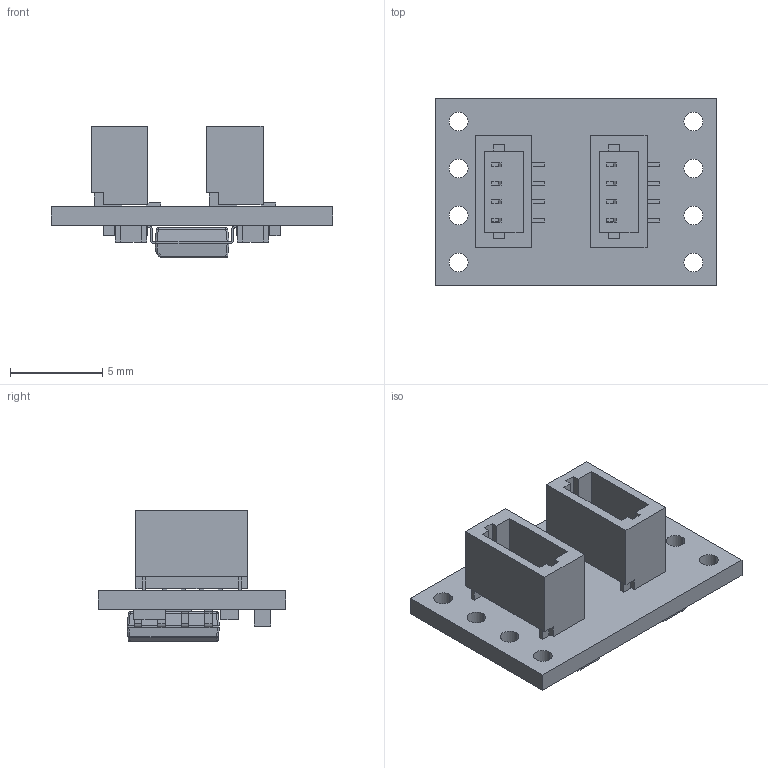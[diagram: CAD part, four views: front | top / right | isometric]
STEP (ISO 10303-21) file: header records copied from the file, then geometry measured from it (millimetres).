
FILE_DESCRIPTION (( 'STEP AP214' ), '1' );
FILE_NAME ('pololu-i2c-isolator-iso1640.step', '2025-02-12T22:52:14', ( '' ), ( '' ), 'SwSTEP 2.0', 'SolidWorks 2025', '' );
FILE_SCHEMA (( 'AUTOMOTIVE_DESIGN' ));
Length unit declared in the file: millimetre
Products named in the file (1): pololu-i2c-isolator-iso1640
Bounding box: 15.24 x 10.16 x 7.12 mm (x, y, z)
Volume: 285.5 mm3; surface area: 808.2 mm2
Topology: 3 solids, 3 shells, 860 faces, 2197 edges, 1396 vertices
Faces by surface type: plane 573, bspline 196, cylinder 81, sphere 10
Entity records: 42632 total; most frequent: CARTESIAN_POINT 13832, ORIENTED_EDGE 4394, DIRECTION 3201, EDGE_CURVE 2197, LINE 1611, VECTOR 1611, VERTEX_POINT 1396, EDGE_LOOP 943
